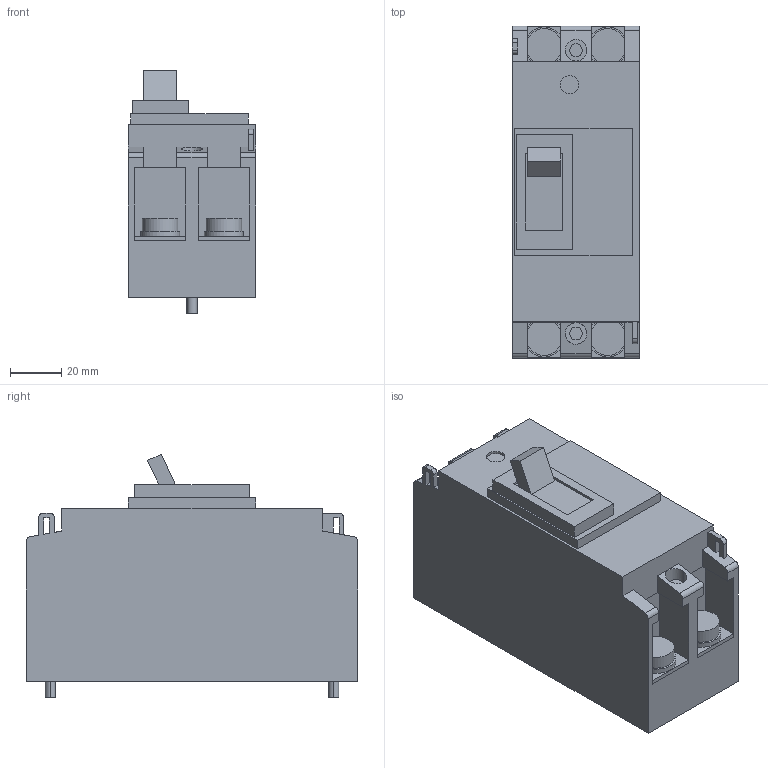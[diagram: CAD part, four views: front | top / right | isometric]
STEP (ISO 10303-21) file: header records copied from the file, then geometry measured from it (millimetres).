
FILE_DESCRIPTION (( 'STEP AP214' ), '1' );
FILE_NAME ('PE30NF2F.STEP', '2023-01-11T06:33:13', ( 'CAD' ), ( '' ), 'SwSTEP 2.0', 'SolidWorks 2015', '' );
FILE_SCHEMA (( 'AUTOMOTIVE_DESIGN' ));
Length unit declared in the file: millimetre
Products named in the file (1): PE30NF2F
Bounding box: 50 x 130 x 95.6 mm (x, y, z)
Volume: 407377.6 mm3; surface area: 55128.1 mm2
Topology: 16 solids, 16 shells, 172 faces, 399 edges, 266 vertices
Faces by surface type: plane 127, cylinder 45
Entity records: 5571 total; most frequent: CARTESIAN_POINT 850, DIRECTION 827, ORIENTED_EDGE 798, EDGE_CURVE 399, VECTOR 309, LINE 309, VERTEX_POINT 266, AXIS2_PLACEMENT_3D 259
